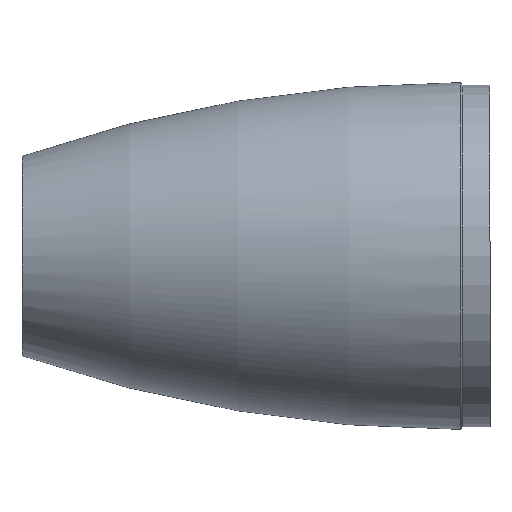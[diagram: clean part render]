
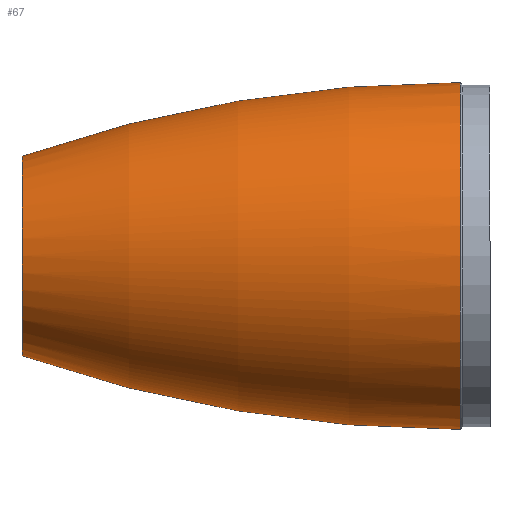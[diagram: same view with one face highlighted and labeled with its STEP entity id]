
A CAD part, top view. The second image highlights one B-rep face of the part: STEP entity #67.
In plain terms, the highlighted toroidal (fillet/blend) face has major radius 542.388 mm and minor radius 622.905 mm.
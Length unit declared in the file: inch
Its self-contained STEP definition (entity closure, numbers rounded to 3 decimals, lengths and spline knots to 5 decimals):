
#4 = CARTESIAN_POINT ( 'NONE',  ( -8.01, 0., 0. ) ) ;
#25 = ORIENTED_EDGE ( 'NONE', *, *, #661, .F. ) ;
#37 = EDGE_LOOP ( 'NONE', ( #377, #533, #25, #338 ) ) ;
#54 = CIRCLE ( 'NONE', #142, 3.17 ) ;
#67 = ADVANCED_FACE ( 'NONE', ( #554 ), #653, .T. ) ;
#83 = CIRCLE ( 'NONE', #155, 1.825 ) ;
#85 = EDGE_CURVE ( 'NONE', #508, #573, #83, .T. ) ;
#86 = CARTESIAN_POINT ( 'NONE',  ( -8.01, 1.825, 0. ) ) ;
#142 = AXIS2_PLACEMENT_3D ( 'NONE', #162, #198, #364 ) ;
#155 = AXIS2_PLACEMENT_3D ( 'NONE', #4, #507, #659 ) ;
#162 = CARTESIAN_POINT ( 'NONE',  ( 0., 0., 0. ) ) ;
#197 = DIRECTION ( 'NONE',  ( -1., 0., 0. ) ) ;
#198 = DIRECTION ( 'NONE',  ( 1., 0., 0. ) ) ;
#210 = CARTESIAN_POINT ( 'NONE',  ( 0., 0., 0. ) ) ;
#237 = AXIS2_PLACEMENT_3D ( 'NONE', #320, #413, #519 ) ;
#241 = CARTESIAN_POINT ( 'NONE',  ( 0., 3.17, 0. ) ) ;
#256 = CARTESIAN_POINT ( 'NONE',  ( -8.01, -1.825, 0. ) ) ;
#306 = EDGE_CURVE ( 'NONE', #508, #487, #557, .T. ) ;
#320 = CARTESIAN_POINT ( 'NONE',  ( 0., 21.35384, 0. ) ) ;
#338 = ORIENTED_EDGE ( 'NONE', *, *, #306, .F. ) ;
#344 = CARTESIAN_POINT ( 'NONE',  ( 0., -21.35384, 0. ) ) ;
#364 = DIRECTION ( 'NONE',  ( 0., 1., 0. ) ) ;
#377 = ORIENTED_EDGE ( 'NONE', *, *, #85, .T. ) ;
#413 = DIRECTION ( 'NONE',  ( 0., 0., 1. ) ) ;
#447 = DIRECTION ( 'NONE',  ( 0., 1., 0. ) ) ;
#457 = EDGE_CURVE ( 'NONE', #573, #595, #524, .T. ) ;
#487 = VERTEX_POINT ( 'NONE', #241 ) ;
#504 = DIRECTION ( 'NONE',  ( 1., 0., 0. ) ) ;
#506 = CARTESIAN_POINT ( 'NONE',  ( 0., -3.17, 0. ) ) ;
#507 = DIRECTION ( 'NONE',  ( 1., 0., 0. ) ) ;
#508 = VERTEX_POINT ( 'NONE', #86 ) ;
#519 = DIRECTION ( 'NONE',  ( 0., -1., 0. ) ) ;
#524 = CIRCLE ( 'NONE', #237, 24.52384 ) ;
#533 = ORIENTED_EDGE ( 'NONE', *, *, #457, .T. ) ;
#554 = FACE_OUTER_BOUND ( 'NONE', #37, .T. ) ;
#557 = CIRCLE ( 'NONE', #667, 24.52384 ) ;
#573 = VERTEX_POINT ( 'NONE', #256 ) ;
#595 = VERTEX_POINT ( 'NONE', #506 ) ;
#639 = DIRECTION ( 'NONE',  ( 0., 0., -1. ) ) ;
#643 = AXIS2_PLACEMENT_3D ( 'NONE', #210, #504, #447 ) ;
#653 = TOROIDAL_SURFACE ( 'NONE', #643, -21.35384, 24.52384 ) ;
#659 = DIRECTION ( 'NONE',  ( 0., 1., 0. ) ) ;
#661 = EDGE_CURVE ( 'NONE', #487, #595, #54, .T. ) ;
#667 = AXIS2_PLACEMENT_3D ( 'NONE', #344, #639, #197 ) ;
